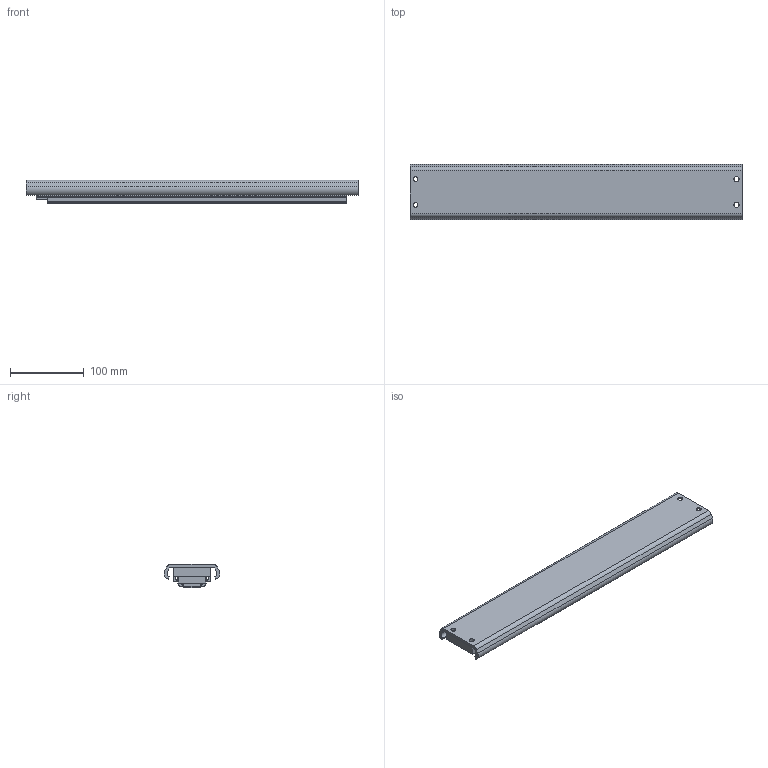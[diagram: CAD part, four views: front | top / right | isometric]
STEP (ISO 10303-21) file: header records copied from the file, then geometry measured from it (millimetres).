
FILE_DESCRIPTION(/* description */ ('TR7532 450 / 675 (32)'),/* implementation_level */ '2;1');
FILE_NAME(/* name */ 'E000041179.stp',/* time_stamp */ '2016-07-22T13:19:36+02:00',/* author */ ('stagenbd'),/* organization */ (''),/* preprocessor_version */ 'ST-DEVELOPER v15.6',/* originating_system */ 'Autodesk Inventor 2015',/* authorisation */ '');
FILE_SCHEMA (('AUTOMOTIVE_DESIGN { 1 0 10303 214 3 1 1 }'));
Length unit declared in the file: millimetre
Products named in the file (1): E000041179
Bounding box: 450 x 74.93 x 32 mm (x, y, z)
Volume: 516302.2 mm3; surface area: 247256.6 mm2
Topology: 7 solids, 7 shells, 200 faces, 522 edges, 320 vertices
Faces by surface type: cylinder 112, plane 68, sphere 16, cone 4
Full cylindrical faces by diameter (mm): 5 x6, 6.4 x2, 6.6 x2, 7 x2
Entity records: 6042 total; most frequent: DIRECTION 1120, CARTESIAN_POINT 1011, ORIENTED_EDGE 980, EDGE_CURVE 490, AXIS2_PLACEMENT_3D 429, VERTEX_POINT 320, LINE 262, VECTOR 262
